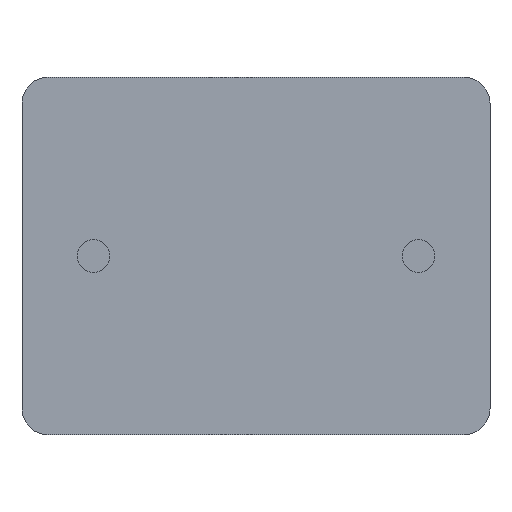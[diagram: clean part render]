
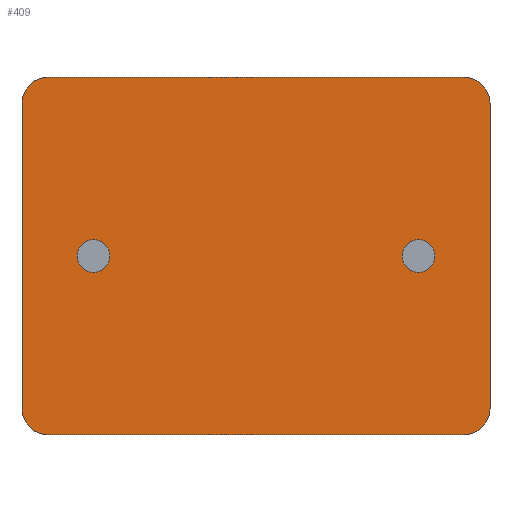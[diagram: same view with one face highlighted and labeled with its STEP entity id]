
A CAD part, front view. The second image highlights one B-rep face of the part: STEP entity #409.
In plain terms, the highlighted planar face has unit normal (0, -1, 0).
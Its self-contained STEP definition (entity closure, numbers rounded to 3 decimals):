
#5 = FACE_BOUND ( 'NONE', #350, .T. ) ;
#20 = CARTESIAN_POINT ( 'NONE',  ( 6.8, 0., 0. ) ) ;
#37 = VERTEX_POINT ( 'NONE', #444 ) ;
#38 = DIRECTION ( 'NONE',  ( 1., 0., 0. ) ) ;
#40 = EDGE_CURVE ( 'NONE', #730, #750, #364, .T. ) ;
#42 = FACE_BOUND ( 'NONE', #92, .T. ) ;
#50 = CARTESIAN_POINT ( 'NONE',  ( 0.4, 0., -0.4 ) ) ;
#52 = VERTEX_POINT ( 'NONE', #155 ) ;
#56 = LINE ( 'NONE', #718, #196 ) ;
#81 = DIRECTION ( 'NONE',  ( 0., 0., 1. ) ) ;
#92 = EDGE_LOOP ( 'NONE', ( #157, #515 ) ) ;
#96 = AXIS2_PLACEMENT_3D ( 'NONE', #603, #369, #725 ) ;
#101 = VERTEX_POINT ( 'NONE', #499 ) ;
#112 = AXIS2_PLACEMENT_3D ( 'NONE', #274, #624, #210 ) ;
#113 = DIRECTION ( 'NONE',  ( 0., 0., 1. ) ) ;
#130 = EDGE_CURVE ( 'NONE', #688, #214, #154, .T. ) ;
#133 = CARTESIAN_POINT ( 'NONE',  ( 0., 0., 0. ) ) ;
#134 = ORIENTED_EDGE ( 'NONE', *, *, #507, .F. ) ;
#143 = DIRECTION ( 'NONE',  ( 0., 0., -1. ) ) ;
#154 = CIRCLE ( 'NONE', #748, 0.25 ) ;
#155 = CARTESIAN_POINT ( 'NONE',  ( 7.2, 0., -5.1 ) ) ;
#157 = ORIENTED_EDGE ( 'NONE', *, *, #686, .F. ) ;
#163 = CARTESIAN_POINT ( 'NONE',  ( 1.1, 0., -2.5 ) ) ;
#166 = CIRCLE ( 'NONE', #208, 0.4 ) ;
#171 = DIRECTION ( 'NONE',  ( 0., -1., 0. ) ) ;
#186 = DIRECTION ( 'NONE',  ( 0., 0., -1. ) ) ;
#196 = VECTOR ( 'NONE', #186, 1000. ) ;
#197 = DIRECTION ( 'NONE',  ( 0., 0., 1. ) ) ;
#203 = EDGE_CURVE ( 'NONE', #101, #544, #442, .T. ) ;
#208 = AXIS2_PLACEMENT_3D ( 'NONE', #50, #406, #763 ) ;
#210 = DIRECTION ( 'NONE',  ( 0., 0., 1. ) ) ;
#214 = VERTEX_POINT ( 'NONE', #427 ) ;
#219 = DIRECTION ( 'NONE',  ( 0., -1., 0. ) ) ;
#240 = VERTEX_POINT ( 'NONE', #661 ) ;
#243 = EDGE_CURVE ( 'NONE', #37, #730, #56, .T. ) ;
#258 = EDGE_CURVE ( 'NONE', #240, #544, #670, .T. ) ;
#271 = ORIENTED_EDGE ( 'NONE', *, *, #758, .T. ) ;
#274 = CARTESIAN_POINT ( 'NONE',  ( 0.4, 0., -5.1 ) ) ;
#275 = LINE ( 'NONE', #295, #408 ) ;
#282 = LINE ( 'NONE', #636, #577 ) ;
#287 = CARTESIAN_POINT ( 'NONE',  ( 6.8, 0., -5.1 ) ) ;
#288 = AXIS2_PLACEMENT_3D ( 'NONE', #520, #340, #426 ) ;
#295 = CARTESIAN_POINT ( 'NONE',  ( 0., 0., -5.5 ) ) ;
#299 = DIRECTION ( 'NONE',  ( 0., 0., 1. ) ) ;
#331 = AXIS2_PLACEMENT_3D ( 'NONE', #287, #219, #639 ) ;
#340 = DIRECTION ( 'NONE',  ( 0., -1., 0. ) ) ;
#350 = EDGE_LOOP ( 'NONE', ( #354, #715 ) ) ;
#354 = ORIENTED_EDGE ( 'NONE', *, *, #575, .F. ) ;
#355 = VERTEX_POINT ( 'NONE', #519 ) ;
#364 = CIRCLE ( 'NONE', #112, 0.4 ) ;
#366 = ORIENTED_EDGE ( 'NONE', *, *, #243, .T. ) ;
#369 = DIRECTION ( 'NONE',  ( 0., -1., 0. ) ) ;
#377 = ORIENTED_EDGE ( 'NONE', *, *, #438, .T. ) ;
#380 = VERTEX_POINT ( 'NONE', #163 ) ;
#406 = DIRECTION ( 'NONE',  ( 0., -1., 0. ) ) ;
#408 = VECTOR ( 'NONE', #38, 1000. ) ;
#409 = ADVANCED_FACE ( 'NONE', ( #42, #5, #484 ), #410, .F. ) ;
#410 = PLANE ( 'NONE',  #711 ) ;
#417 = CIRCLE ( 'NONE', #582, 0.25 ) ;
#419 = AXIS2_PLACEMENT_3D ( 'NONE', #681, #171, #81 ) ;
#420 = VERTEX_POINT ( 'NONE', #475 ) ;
#421 = DIRECTION ( 'NONE',  ( 1., 0., 0. ) ) ;
#426 = DIRECTION ( 'NONE',  ( 0., 0., 1. ) ) ;
#427 = CARTESIAN_POINT ( 'NONE',  ( 6.1, 0., -2.5 ) ) ;
#434 = CIRCLE ( 'NONE', #419, 0.25 ) ;
#438 = EDGE_CURVE ( 'NONE', #750, #355, #275, .T. ) ;
#442 = CIRCLE ( 'NONE', #96, 0.4 ) ;
#444 = CARTESIAN_POINT ( 'NONE',  ( 0., 0., -0.4 ) ) ;
#448 = ORIENTED_EDGE ( 'NONE', *, *, #40, .T. ) ;
#458 = CARTESIAN_POINT ( 'NONE',  ( 0.4, 0., -5.5 ) ) ;
#461 = CARTESIAN_POINT ( 'NONE',  ( 6.1, 0., -2.75 ) ) ;
#475 = CARTESIAN_POINT ( 'NONE',  ( 1.1, 0., -3. ) ) ;
#484 = FACE_OUTER_BOUND ( 'NONE', #566, .T. ) ;
#495 = EDGE_CURVE ( 'NONE', #420, #380, #434, .T. ) ;
#499 = CARTESIAN_POINT ( 'NONE',  ( 7.2, 0., -0.4 ) ) ;
#507 = EDGE_CURVE ( 'NONE', #101, #52, #282, .T. ) ;
#509 = VECTOR ( 'NONE', #421, 1000. ) ;
#515 = ORIENTED_EDGE ( 'NONE', *, *, #495, .F. ) ;
#519 = CARTESIAN_POINT ( 'NONE',  ( 6.8, 0., -5.5 ) ) ;
#520 = CARTESIAN_POINT ( 'NONE',  ( 1.1, 0., -2.75 ) ) ;
#522 = DIRECTION ( 'NONE',  ( 0., -1., 0. ) ) ;
#544 = VERTEX_POINT ( 'NONE', #20 ) ;
#549 = CARTESIAN_POINT ( 'NONE',  ( 0., 0., -5.1 ) ) ;
#566 = EDGE_LOOP ( 'NONE', ( #628, #738, #366, #448, #377, #271, #134, #665 ) ) ;
#575 = EDGE_CURVE ( 'NONE', #214, #688, #417, .T. ) ;
#577 = VECTOR ( 'NONE', #143, 1000. ) ;
#582 = AXIS2_PLACEMENT_3D ( 'NONE', #461, #522, #113 ) ;
#585 = CIRCLE ( 'NONE', #331, 0.4 ) ;
#603 = CARTESIAN_POINT ( 'NONE',  ( 6.8, 0., -0.4 ) ) ;
#614 = DIRECTION ( 'NONE',  ( 0., -1., 0. ) ) ;
#624 = DIRECTION ( 'NONE',  ( 0., -1., 0. ) ) ;
#628 = ORIENTED_EDGE ( 'NONE', *, *, #258, .F. ) ;
#635 = CIRCLE ( 'NONE', #288, 0.25 ) ;
#636 = CARTESIAN_POINT ( 'NONE',  ( 7.2, 0., 0. ) ) ;
#639 = DIRECTION ( 'NONE',  ( 0., 0., 1. ) ) ;
#649 = CARTESIAN_POINT ( 'NONE',  ( 0., 0., 0. ) ) ;
#655 = EDGE_CURVE ( 'NONE', #240, #37, #166, .T. ) ;
#661 = CARTESIAN_POINT ( 'NONE',  ( 0.4, 0., 0. ) ) ;
#665 = ORIENTED_EDGE ( 'NONE', *, *, #203, .T. ) ;
#670 = LINE ( 'NONE', #133, #509 ) ;
#672 = CARTESIAN_POINT ( 'NONE',  ( 6.1, 0., -2.75 ) ) ;
#675 = CARTESIAN_POINT ( 'NONE',  ( 6.1, 0., -3. ) ) ;
#681 = CARTESIAN_POINT ( 'NONE',  ( 1.1, 0., -2.75 ) ) ;
#686 = EDGE_CURVE ( 'NONE', #380, #420, #635, .T. ) ;
#688 = VERTEX_POINT ( 'NONE', #675 ) ;
#706 = DIRECTION ( 'NONE',  ( 0., 1., 0. ) ) ;
#711 = AXIS2_PLACEMENT_3D ( 'NONE', #649, #706, #299 ) ;
#715 = ORIENTED_EDGE ( 'NONE', *, *, #130, .F. ) ;
#718 = CARTESIAN_POINT ( 'NONE',  ( 0., 0., 0. ) ) ;
#725 = DIRECTION ( 'NONE',  ( 0., 0., 1. ) ) ;
#730 = VERTEX_POINT ( 'NONE', #549 ) ;
#738 = ORIENTED_EDGE ( 'NONE', *, *, #655, .T. ) ;
#748 = AXIS2_PLACEMENT_3D ( 'NONE', #672, #614, #197 ) ;
#750 = VERTEX_POINT ( 'NONE', #458 ) ;
#758 = EDGE_CURVE ( 'NONE', #355, #52, #585, .T. ) ;
#763 = DIRECTION ( 'NONE',  ( 0., 0., 1. ) ) ;
